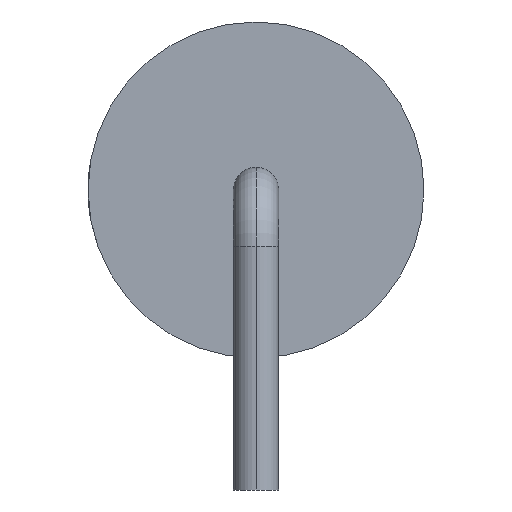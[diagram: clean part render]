
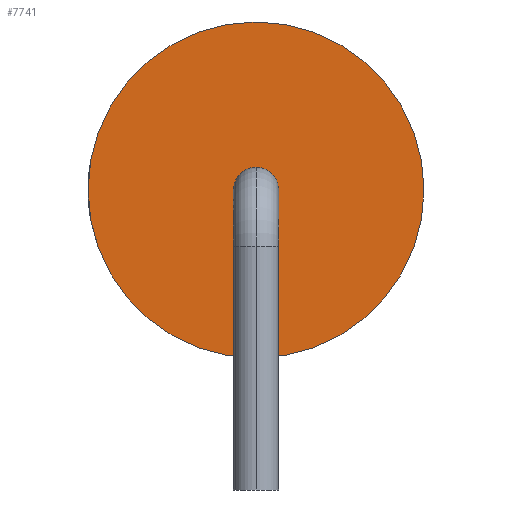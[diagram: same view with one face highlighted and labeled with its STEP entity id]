
A CAD part, left-side view. The second image highlights one B-rep face of the part: STEP entity #7741.
In plain terms, the highlighted planar face has unit normal (-1, 0, 0).
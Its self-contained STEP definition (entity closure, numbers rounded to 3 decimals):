
#199 = PLANE ( 'NONE',  #11581 ) ;
#353 = VERTEX_POINT ( 'NONE', #4607 ) ;
#567 = FACE_BOUND ( 'NONE', #11110, .T. ) ;
#577 = DIRECTION ( 'NONE',  ( 0., 0., -1. ) ) ;
#1449 = ORIENTED_EDGE ( 'NONE', *, *, #12589, .T. ) ;
#2473 = VERTEX_POINT ( 'NONE', #8470 ) ;
#2898 = AXIS2_PLACEMENT_3D ( 'NONE', #4608, #11286, #577 ) ;
#3035 = ORIENTED_EDGE ( 'NONE', *, *, #6216, .T. ) ;
#3048 = CIRCLE ( 'NONE', #10295, 0.6 ) ;
#3138 = EDGE_CURVE ( 'NONE', #353, #2473, #7479, .T. ) ;
#3251 = EDGE_CURVE ( 'NONE', #2473, #353, #8515, .T. ) ;
#3365 = CARTESIAN_POINT ( 'NONE',  ( -4.45, 0., 0. ) ) ;
#4222 = DIRECTION ( 'NONE',  ( 1., 0., 0. ) ) ;
#4357 = VERTEX_POINT ( 'NONE', #7440 ) ;
#4607 = CARTESIAN_POINT ( 'NONE',  ( -4.45, 0., 4.45 ) ) ;
#4608 = CARTESIAN_POINT ( 'NONE',  ( -4.45, 0., 0. ) ) ;
#5081 = CARTESIAN_POINT ( 'NONE',  ( -4.45, 0., 0. ) ) ;
#5279 = DIRECTION ( 'NONE',  ( 0., 0., -1. ) ) ;
#6216 = EDGE_CURVE ( 'NONE', #11656, #4357, #10090, .T. ) ;
#6307 = FACE_OUTER_BOUND ( 'NONE', #8497, .T. ) ;
#6420 = ORIENTED_EDGE ( 'NONE', *, *, #3251, .F. ) ;
#7014 = CARTESIAN_POINT ( 'NONE',  ( -4.45, 0., 0. ) ) ;
#7123 = ORIENTED_EDGE ( 'NONE', *, *, #3138, .F. ) ;
#7440 = CARTESIAN_POINT ( 'NONE',  ( -4.45, 0., -0.6 ) ) ;
#7479 = CIRCLE ( 'NONE', #9557, 4.45 ) ;
#7698 = CARTESIAN_POINT ( 'NONE',  ( -4.45, 0., 0. ) ) ;
#7741 = ADVANCED_FACE ( 'NONE', ( #567, #6307 ), #199, .F. ) ;
#7748 = DIRECTION ( 'NONE',  ( 1., 0., 0. ) ) ;
#8092 = DIRECTION ( 'NONE',  ( 1., 0., 0. ) ) ;
#8470 = CARTESIAN_POINT ( 'NONE',  ( -4.45, 0., -4.45 ) ) ;
#8497 = EDGE_LOOP ( 'NONE', ( #6420, #7123 ) ) ;
#8515 = CIRCLE ( 'NONE', #2898, 4.45 ) ;
#9557 = AXIS2_PLACEMENT_3D ( 'NONE', #5081, #8092, #12272 ) ;
#9991 = DIRECTION ( 'NONE',  ( 0., 0., -1. ) ) ;
#10090 = CIRCLE ( 'NONE', #11562, 0.6 ) ;
#10295 = AXIS2_PLACEMENT_3D ( 'NONE', #7014, #10968, #9991 ) ;
#10607 = CARTESIAN_POINT ( 'NONE',  ( -4.45, 0., 0.6 ) ) ;
#10968 = DIRECTION ( 'NONE',  ( 1., 0., 0. ) ) ;
#11110 = EDGE_LOOP ( 'NONE', ( #1449, #3035 ) ) ;
#11286 = DIRECTION ( 'NONE',  ( 1., 0., 0. ) ) ;
#11562 = AXIS2_PLACEMENT_3D ( 'NONE', #7698, #7748, #12457 ) ;
#11581 = AXIS2_PLACEMENT_3D ( 'NONE', #3365, #4222, #5279 ) ;
#11656 = VERTEX_POINT ( 'NONE', #10607 ) ;
#12272 = DIRECTION ( 'NONE',  ( 0., 0., -1. ) ) ;
#12457 = DIRECTION ( 'NONE',  ( 0., 0., -1. ) ) ;
#12589 = EDGE_CURVE ( 'NONE', #4357, #11656, #3048, .T. ) ;
